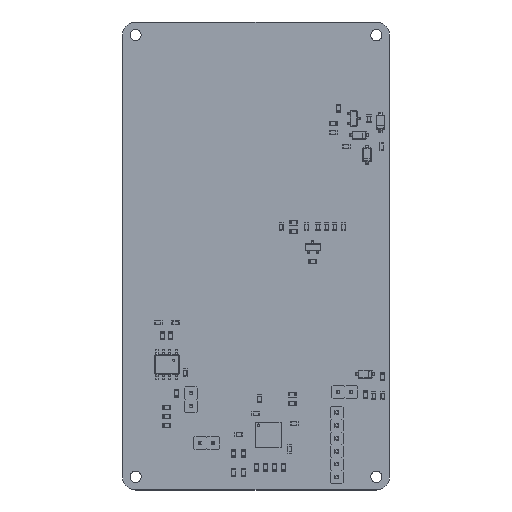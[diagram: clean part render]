
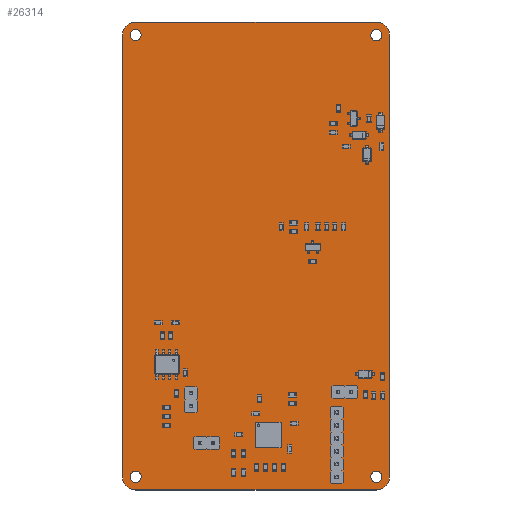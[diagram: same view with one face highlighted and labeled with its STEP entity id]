
A CAD part, top view. The second image highlights one B-rep face of the part: STEP entity #26314.
In plain terms, the highlighted planar face has unit normal (0, 0, 1).
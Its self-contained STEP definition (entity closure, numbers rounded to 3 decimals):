
#25989 = VERTEX_POINT('',#25990);
#25990 = CARTESIAN_POINT('',(480.882,18.502,1.6));
#25996 = EDGE_CURVE('',#25989,#25997,#25999,.T.);
#25997 = VERTEX_POINT('',#25998);
#25998 = CARTESIAN_POINT('',(483.482,15.902,1.6));
#25999 = CIRCLE('',#26000,2.6);
#26000 = AXIS2_PLACEMENT_3D('',#26001,#26002,#26003);
#26001 = CARTESIAN_POINT('',(480.882,15.902,1.6));
#26002 = DIRECTION('',(0.,0.,-1.));
#26003 = DIRECTION('',(0.,1.,0.));
#26031 = VERTEX_POINT('',#26032);
#26032 = CARTESIAN_POINT('',(433.582,18.502,1.6));
#26038 = EDGE_CURVE('',#26031,#25989,#26039,.T.);
#26039 = LINE('',#26040,#26041);
#26040 = CARTESIAN_POINT('',(433.582,18.502,1.6));
#26041 = VECTOR('',#26042,1.);
#26042 = DIRECTION('',(1.,0.,0.));
#26060 = EDGE_CURVE('',#25997,#26061,#26063,.T.);
#26061 = VERTEX_POINT('',#26062);
#26062 = CARTESIAN_POINT('',(483.482,-70.898,1.6));
#26063 = LINE('',#26064,#26065);
#26064 = CARTESIAN_POINT('',(483.482,15.902,1.6));
#26065 = VECTOR('',#26066,1.);
#26066 = DIRECTION('',(0.,-1.,0.));
#26314 = ADVANCED_FACE('',(#26315,#26361,#26372,#26383,#26394,#26405,
    #26416,#26427,#26438,#26449,#26460,#26471,#26482,#26493,#26504,
    #26515,#26526),#26537,.F.);
#26315 = FACE_BOUND('',#26316,.F.);
#26316 = EDGE_LOOP('',(#26317,#26318,#26319,#26328,#26336,#26345,#26353,
    #26360));
#26317 = ORIENTED_EDGE('',*,*,#25996,.T.);
#26318 = ORIENTED_EDGE('',*,*,#26060,.T.);
#26319 = ORIENTED_EDGE('',*,*,#26320,.T.);
#26320 = EDGE_CURVE('',#26061,#26321,#26323,.T.);
#26321 = VERTEX_POINT('',#26322);
#26322 = CARTESIAN_POINT('',(480.882,-73.498,1.6));
#26323 = CIRCLE('',#26324,2.6);
#26324 = AXIS2_PLACEMENT_3D('',#26325,#26326,#26327);
#26325 = CARTESIAN_POINT('',(480.881,-70.898,1.6));
#26326 = DIRECTION('',(0.,0.,-1.));
#26327 = DIRECTION('',(1.,0.,0.));
#26328 = ORIENTED_EDGE('',*,*,#26329,.T.);
#26329 = EDGE_CURVE('',#26321,#26330,#26332,.T.);
#26330 = VERTEX_POINT('',#26331);
#26331 = CARTESIAN_POINT('',(433.582,-73.498,1.6));
#26332 = LINE('',#26333,#26334);
#26333 = CARTESIAN_POINT('',(480.882,-73.498,1.6));
#26334 = VECTOR('',#26335,1.);
#26335 = DIRECTION('',(-1.,0.,0.));
#26336 = ORIENTED_EDGE('',*,*,#26337,.T.);
#26337 = EDGE_CURVE('',#26330,#26338,#26340,.T.);
#26338 = VERTEX_POINT('',#26339);
#26339 = CARTESIAN_POINT('',(430.982,-70.898,1.6));
#26340 = CIRCLE('',#26341,2.6);
#26341 = AXIS2_PLACEMENT_3D('',#26342,#26343,#26344);
#26342 = CARTESIAN_POINT('',(433.582,-70.898,1.6));
#26343 = DIRECTION('',(0.,0.,-1.));
#26344 = DIRECTION('',(0.,-1.,-0.));
#26345 = ORIENTED_EDGE('',*,*,#26346,.T.);
#26346 = EDGE_CURVE('',#26338,#26347,#26349,.T.);
#26347 = VERTEX_POINT('',#26348);
#26348 = CARTESIAN_POINT('',(430.982,15.902,1.6));
#26349 = LINE('',#26350,#26351);
#26350 = CARTESIAN_POINT('',(430.982,-70.898,1.6));
#26351 = VECTOR('',#26352,1.);
#26352 = DIRECTION('',(0.,1.,0.));
#26353 = ORIENTED_EDGE('',*,*,#26354,.T.);
#26354 = EDGE_CURVE('',#26347,#26031,#26355,.T.);
#26355 = CIRCLE('',#26356,2.6);
#26356 = AXIS2_PLACEMENT_3D('',#26357,#26358,#26359);
#26357 = CARTESIAN_POINT('',(433.582,15.901,1.6));
#26358 = DIRECTION('',(0.,0.,-1.));
#26359 = DIRECTION('',(-1.,0.,0.));
#26360 = ORIENTED_EDGE('',*,*,#26038,.T.);
#26361 = FACE_BOUND('',#26362,.F.);
#26362 = EDGE_LOOP('',(#26363));
#26363 = ORIENTED_EDGE('',*,*,#26364,.F.);
#26364 = EDGE_CURVE('',#26365,#26365,#26367,.T.);
#26365 = VERTEX_POINT('',#26366);
#26366 = CARTESIAN_POINT('',(480.882,-71.998,1.6));
#26367 = CIRCLE('',#26368,1.1);
#26368 = AXIS2_PLACEMENT_3D('',#26369,#26370,#26371);
#26369 = CARTESIAN_POINT('',(480.882,-70.898,1.6));
#26370 = DIRECTION('',(-0.,0.,-1.));
#26371 = DIRECTION('',(-0.,-1.,0.));
#26372 = FACE_BOUND('',#26373,.F.);
#26373 = EDGE_LOOP('',(#26374));
#26374 = ORIENTED_EDGE('',*,*,#26375,.F.);
#26375 = EDGE_CURVE('',#26376,#26376,#26378,.T.);
#26376 = VERTEX_POINT('',#26377);
#26377 = CARTESIAN_POINT('',(473.082,-71.498,1.6));
#26378 = CIRCLE('',#26379,0.5);
#26379 = AXIS2_PLACEMENT_3D('',#26380,#26381,#26382);
#26380 = CARTESIAN_POINT('',(473.082,-70.998,1.6));
#26381 = DIRECTION('',(-0.,0.,-1.));
#26382 = DIRECTION('',(-0.,-1.,0.));
#26383 = FACE_BOUND('',#26384,.F.);
#26384 = EDGE_LOOP('',(#26385));
#26385 = ORIENTED_EDGE('',*,*,#26386,.F.);
#26386 = EDGE_CURVE('',#26387,#26387,#26389,.T.);
#26387 = VERTEX_POINT('',#26388);
#26388 = CARTESIAN_POINT('',(473.082,-68.958,1.6));
#26389 = CIRCLE('',#26390,0.5);
#26390 = AXIS2_PLACEMENT_3D('',#26391,#26392,#26393);
#26391 = CARTESIAN_POINT('',(473.082,-68.458,1.6));
#26392 = DIRECTION('',(-0.,0.,-1.));
#26393 = DIRECTION('',(-0.,-1.,0.));
#26394 = FACE_BOUND('',#26395,.F.);
#26395 = EDGE_LOOP('',(#26396));
#26396 = ORIENTED_EDGE('',*,*,#26397,.F.);
#26397 = EDGE_CURVE('',#26398,#26398,#26400,.T.);
#26398 = VERTEX_POINT('',#26399);
#26399 = CARTESIAN_POINT('',(473.082,-66.418,1.6));
#26400 = CIRCLE('',#26401,0.5);
#26401 = AXIS2_PLACEMENT_3D('',#26402,#26403,#26404);
#26402 = CARTESIAN_POINT('',(473.082,-65.918,1.6));
#26403 = DIRECTION('',(-0.,0.,-1.));
#26404 = DIRECTION('',(-0.,-1.,0.));
#26405 = FACE_BOUND('',#26406,.F.);
#26406 = EDGE_LOOP('',(#26407));
#26407 = ORIENTED_EDGE('',*,*,#26408,.F.);
#26408 = EDGE_CURVE('',#26409,#26409,#26411,.T.);
#26409 = VERTEX_POINT('',#26410);
#26410 = CARTESIAN_POINT('',(473.082,-63.878,1.6));
#26411 = CIRCLE('',#26412,0.5);
#26412 = AXIS2_PLACEMENT_3D('',#26413,#26414,#26415);
#26413 = CARTESIAN_POINT('',(473.082,-63.378,1.6));
#26414 = DIRECTION('',(-0.,0.,-1.));
#26415 = DIRECTION('',(-0.,-1.,0.));
#26416 = FACE_BOUND('',#26417,.F.);
#26417 = EDGE_LOOP('',(#26418));
#26418 = ORIENTED_EDGE('',*,*,#26419,.F.);
#26419 = EDGE_CURVE('',#26420,#26420,#26422,.T.);
#26420 = VERTEX_POINT('',#26421);
#26421 = CARTESIAN_POINT('',(475.947,-54.758,1.6));
#26422 = CIRCLE('',#26423,0.5);
#26423 = AXIS2_PLACEMENT_3D('',#26424,#26425,#26426);
#26424 = CARTESIAN_POINT('',(475.947,-54.258,1.6));
#26425 = DIRECTION('',(-0.,0.,-1.));
#26426 = DIRECTION('',(-0.,-1.,0.));
#26427 = FACE_BOUND('',#26428,.F.);
#26428 = EDGE_LOOP('',(#26429));
#26429 = ORIENTED_EDGE('',*,*,#26430,.F.);
#26430 = EDGE_CURVE('',#26431,#26431,#26433,.T.);
#26431 = VERTEX_POINT('',#26432);
#26432 = CARTESIAN_POINT('',(473.082,-61.338,1.6));
#26433 = CIRCLE('',#26434,0.5);
#26434 = AXIS2_PLACEMENT_3D('',#26435,#26436,#26437);
#26435 = CARTESIAN_POINT('',(473.082,-60.838,1.6));
#26436 = DIRECTION('',(-0.,0.,-1.));
#26437 = DIRECTION('',(-0.,-1.,0.));
#26438 = FACE_BOUND('',#26439,.F.);
#26439 = EDGE_LOOP('',(#26440));
#26440 = ORIENTED_EDGE('',*,*,#26441,.F.);
#26441 = EDGE_CURVE('',#26442,#26442,#26444,.T.);
#26442 = VERTEX_POINT('',#26443);
#26443 = CARTESIAN_POINT('',(473.082,-58.798,1.6));
#26444 = CIRCLE('',#26445,0.5);
#26445 = AXIS2_PLACEMENT_3D('',#26446,#26447,#26448);
#26446 = CARTESIAN_POINT('',(473.082,-58.298,1.6));
#26447 = DIRECTION('',(-0.,0.,-1.));
#26448 = DIRECTION('',(-0.,-1.,0.));
#26449 = FACE_BOUND('',#26450,.F.);
#26450 = EDGE_LOOP('',(#26451));
#26451 = ORIENTED_EDGE('',*,*,#26452,.F.);
#26452 = EDGE_CURVE('',#26453,#26453,#26455,.T.);
#26453 = VERTEX_POINT('',#26454);
#26454 = CARTESIAN_POINT('',(473.407,-54.758,1.6));
#26455 = CIRCLE('',#26456,0.5);
#26456 = AXIS2_PLACEMENT_3D('',#26457,#26458,#26459);
#26457 = CARTESIAN_POINT('',(473.407,-54.258,1.6));
#26458 = DIRECTION('',(-0.,0.,-1.));
#26459 = DIRECTION('',(-0.,-1.,0.));
#26460 = FACE_BOUND('',#26461,.F.);
#26461 = EDGE_LOOP('',(#26462));
#26462 = ORIENTED_EDGE('',*,*,#26463,.F.);
#26463 = EDGE_CURVE('',#26464,#26464,#26466,.T.);
#26464 = VERTEX_POINT('',#26465);
#26465 = CARTESIAN_POINT('',(448.792,-64.758,1.6));
#26466 = CIRCLE('',#26467,0.5);
#26467 = AXIS2_PLACEMENT_3D('',#26468,#26469,#26470);
#26468 = CARTESIAN_POINT('',(448.792,-64.258,1.6));
#26469 = DIRECTION('',(-0.,0.,-1.));
#26470 = DIRECTION('',(-0.,-1.,0.));
#26471 = FACE_BOUND('',#26472,.F.);
#26472 = EDGE_LOOP('',(#26473));
#26473 = ORIENTED_EDGE('',*,*,#26474,.F.);
#26474 = EDGE_CURVE('',#26475,#26475,#26477,.T.);
#26475 = VERTEX_POINT('',#26476);
#26476 = CARTESIAN_POINT('',(446.252,-64.758,1.6));
#26477 = CIRCLE('',#26478,0.5);
#26478 = AXIS2_PLACEMENT_3D('',#26479,#26480,#26481);
#26479 = CARTESIAN_POINT('',(446.252,-64.258,1.6));
#26480 = DIRECTION('',(-0.,0.,-1.));
#26481 = DIRECTION('',(-0.,-1.,0.));
#26482 = FACE_BOUND('',#26483,.F.);
#26483 = EDGE_LOOP('',(#26484));
#26484 = ORIENTED_EDGE('',*,*,#26485,.F.);
#26485 = EDGE_CURVE('',#26486,#26486,#26488,.T.);
#26486 = VERTEX_POINT('',#26487);
#26487 = CARTESIAN_POINT('',(433.582,-71.998,1.6));
#26488 = CIRCLE('',#26489,1.1);
#26489 = AXIS2_PLACEMENT_3D('',#26490,#26491,#26492);
#26490 = CARTESIAN_POINT('',(433.582,-70.898,1.6));
#26491 = DIRECTION('',(-0.,0.,-1.));
#26492 = DIRECTION('',(0.,-1.,-0.));
#26493 = FACE_BOUND('',#26494,.F.);
#26494 = EDGE_LOOP('',(#26495));
#26495 = ORIENTED_EDGE('',*,*,#26496,.F.);
#26496 = EDGE_CURVE('',#26497,#26497,#26499,.T.);
#26497 = VERTEX_POINT('',#26498);
#26498 = CARTESIAN_POINT('',(444.422,-57.548,1.6));
#26499 = CIRCLE('',#26500,0.5);
#26500 = AXIS2_PLACEMENT_3D('',#26501,#26502,#26503);
#26501 = CARTESIAN_POINT('',(444.422,-57.048,1.6));
#26502 = DIRECTION('',(-0.,0.,-1.));
#26503 = DIRECTION('',(-0.,-1.,0.));
#26504 = FACE_BOUND('',#26505,.F.);
#26505 = EDGE_LOOP('',(#26506));
#26506 = ORIENTED_EDGE('',*,*,#26507,.F.);
#26507 = EDGE_CURVE('',#26508,#26508,#26510,.T.);
#26508 = VERTEX_POINT('',#26509);
#26509 = CARTESIAN_POINT('',(444.422,-55.008,1.6));
#26510 = CIRCLE('',#26511,0.5);
#26511 = AXIS2_PLACEMENT_3D('',#26512,#26513,#26514);
#26512 = CARTESIAN_POINT('',(444.422,-54.508,1.6));
#26513 = DIRECTION('',(-0.,0.,-1.));
#26514 = DIRECTION('',(-0.,-1.,0.));
#26515 = FACE_BOUND('',#26516,.F.);
#26516 = EDGE_LOOP('',(#26517));
#26517 = ORIENTED_EDGE('',*,*,#26518,.F.);
#26518 = EDGE_CURVE('',#26519,#26519,#26521,.T.);
#26519 = VERTEX_POINT('',#26520);
#26520 = CARTESIAN_POINT('',(480.882,14.802,1.6));
#26521 = CIRCLE('',#26522,1.1);
#26522 = AXIS2_PLACEMENT_3D('',#26523,#26524,#26525);
#26523 = CARTESIAN_POINT('',(480.882,15.902,1.6));
#26524 = DIRECTION('',(-0.,0.,-1.));
#26525 = DIRECTION('',(-0.,-1.,0.));
#26526 = FACE_BOUND('',#26527,.F.);
#26527 = EDGE_LOOP('',(#26528));
#26528 = ORIENTED_EDGE('',*,*,#26529,.F.);
#26529 = EDGE_CURVE('',#26530,#26530,#26532,.T.);
#26530 = VERTEX_POINT('',#26531);
#26531 = CARTESIAN_POINT('',(433.582,14.851,1.6));
#26532 = CIRCLE('',#26533,1.1);
#26533 = AXIS2_PLACEMENT_3D('',#26534,#26535,#26536);
#26534 = CARTESIAN_POINT('',(433.582,15.951,1.6));
#26535 = DIRECTION('',(-0.,0.,-1.));
#26536 = DIRECTION('',(0.,-1.,-0.));
#26537 = PLANE('',#26538);
#26538 = AXIS2_PLACEMENT_3D('',#26539,#26540,#26541);
#26539 = CARTESIAN_POINT('',(457.232,-27.498,1.6));
#26540 = DIRECTION('',(-0.,-0.,-1.));
#26541 = DIRECTION('',(-1.,0.,0.));
